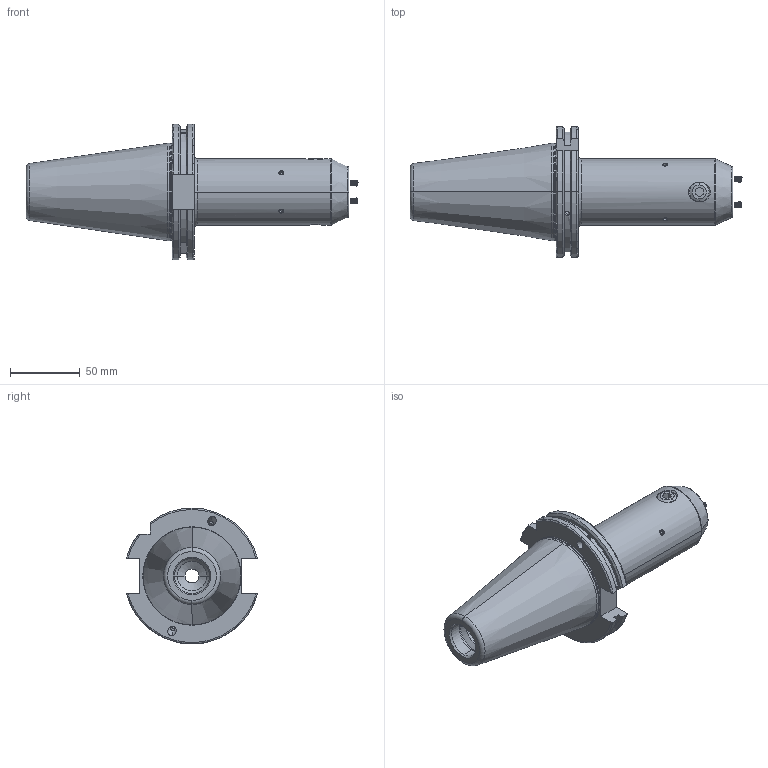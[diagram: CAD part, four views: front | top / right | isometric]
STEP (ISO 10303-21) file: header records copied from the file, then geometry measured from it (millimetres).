
FILE_DESCRIPTION (( 'STEP AP203' ), '1' );
FILE_NAME ('FWS509H-EKH16130.STEP', '2024-01-06T05:08:28', ( '' ), ( '' ), 'SwSTEP 2.0', 'SolidWorks 2023', '' );
FILE_SCHEMA (( 'CONFIG_CONTROL_DESIGN' ));
Length unit declared in the file: millimetre
Products named in the file (6): FWS509H-EKH16130; GS-M4X4-COATING_DIN 913 - M4 x 4-N; GS-M14X16-DIN1835-B_ISO 4026 - M12 x 12-N; SK50EK16130FWW; GS-M4X4_DIN 913 - M4 x 4-N
Assembly tree (13 placements, depth 3):
  FWS509H-EKH16130
    SK50EK16130FWW
      SK50EK16130FWW
      GS-M14X16-DIN1835-B_ISO 4026 - M12 x 12-N
      GS-M4X4-COATING_DIN 913 - M4 x 4-N  x6
      GS-M4X4_DIN 913 - M4 x 4-N  x4
Bounding box: 238.35 x 94.05 x 97.5 mm (x, y, z)
Volume: 510483.8 mm3; surface area: 68663.2 mm2
Topology: 12 solids, 12 shells, 648 faces, 1656 edges, 1043 vertices
Faces by surface type: cone 320, cylinder 179, plane 125, torus 22, sphere 2
Entity records: 10226 total; most frequent: CARTESIAN_POINT 2802, DIRECTION 1424, ORIENTED_EDGE 1382, EDGE_CURVE 691, AXIS2_PLACEMENT_3D 572, VERTEX_POINT 432, EDGE_LOOP 305, CIRCLE 283
